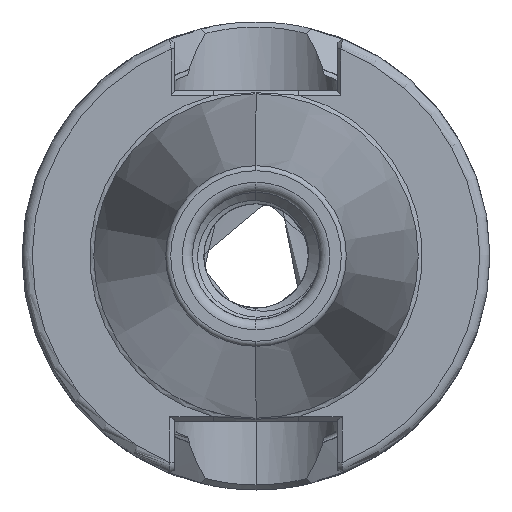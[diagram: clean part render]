
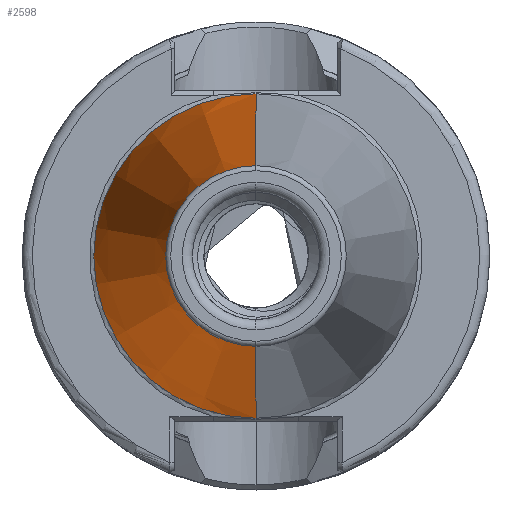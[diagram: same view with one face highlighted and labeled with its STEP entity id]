
A CAD part, left-side view. The second image highlights one B-rep face of the part: STEP entity #2598.
In plain terms, the highlighted conical face has half-angle 8.297 degrees and reference radius 15.948 mm.
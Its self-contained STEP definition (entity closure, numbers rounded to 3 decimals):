
#143 = CARTESIAN_POINT ( 'NONE',  ( -49.972, 0., 8.879 ) ) ;
#166 = CARTESIAN_POINT ( 'NONE',  ( -1.5, 0., 15.948 ) ) ;
#344 = DIRECTION ( 'NONE',  ( 0., 0., -1. ) ) ;
#369 = CARTESIAN_POINT ( 'NONE',  ( -1.5, 0., 0. ) ) ;
#370 = DIRECTION ( 'NONE',  ( 1., 0., 0. ) ) ;
#724 = CARTESIAN_POINT ( 'NONE',  ( -1.5, 0., -15.948 ) ) ;
#740 = CARTESIAN_POINT ( 'NONE',  ( -49.972, 0., -8.879 ) ) ;
#801 = VERTEX_POINT ( 'NONE', #724 ) ;
#823 = VERTEX_POINT ( 'NONE', #740 ) ;
#1046 = VERTEX_POINT ( 'NONE', #143 ) ;
#1048 = VERTEX_POINT ( 'NONE', #166 ) ;
#1801 = LINE ( 'NONE', #2371, #1816 ) ;
#1812 = VECTOR ( 'NONE', #2225, 1000. ) ;
#1813 = CIRCLE ( 'NONE', #7898, 8.879 ) ;
#1815 = CIRCLE ( 'NONE', #7862, 15.948 ) ;
#1816 = VECTOR ( 'NONE', #2393, 1000. ) ;
#1824 = LINE ( 'NONE', #2254, #1812 ) ;
#2225 = DIRECTION ( 'NONE',  ( 0.99, 0., 0.144 ) ) ;
#2254 = CARTESIAN_POINT ( 'NONE',  ( -1.5, 0., 15.948 ) ) ;
#2311 = DIRECTION ( 'NONE',  ( 1., 0., 0. ) ) ;
#2313 = DIRECTION ( 'NONE',  ( 0., 0., -1. ) ) ;
#2339 = DIRECTION ( 'NONE',  ( 1., 0., 0. ) ) ;
#2340 = CARTESIAN_POINT ( 'NONE',  ( -49.972, 0., 0. ) ) ;
#2342 = CARTESIAN_POINT ( 'NONE',  ( -1.5, 0., 0. ) ) ;
#2350 = DIRECTION ( 'NONE',  ( 0., 0., -1. ) ) ;
#2371 = CARTESIAN_POINT ( 'NONE',  ( -1.5, 0., -15.948 ) ) ;
#2393 = DIRECTION ( 'NONE',  ( 0.99, 0., -0.144 ) ) ;
#2598 = ADVANCED_FACE ( 'NONE', ( #8126 ), #8136, .T. ) ;
#2810 = AXIS2_PLACEMENT_3D ( 'NONE', #369, #370, #344 ) ;
#7862 = AXIS2_PLACEMENT_3D ( 'NONE', #2342, #2311, #2313 ) ;
#7898 = AXIS2_PLACEMENT_3D ( 'NONE', #2340, #2339, #2350 ) ;
#8126 = FACE_OUTER_BOUND ( 'NONE', #8535, .T. ) ;
#8136 = CONICAL_SURFACE ( 'NONE', #2810, 15.948, 0.145 ) ;
#8535 = EDGE_LOOP ( 'NONE', ( #15707, #15657, #15675, #15678 ) ) ;
#8665 = EDGE_CURVE ( 'NONE', #1046, #1048, #1824, .T. ) ;
#8672 = EDGE_CURVE ( 'NONE', #823, #1046, #1813, .T. ) ;
#8678 = EDGE_CURVE ( 'NONE', #801, #1048, #1815, .T. ) ;
#8680 = EDGE_CURVE ( 'NONE', #823, #801, #1801, .T. ) ;
#15657 = ORIENTED_EDGE ( 'NONE', *, *, #8665, .T. ) ;
#15675 = ORIENTED_EDGE ( 'NONE', *, *, #8678, .F. ) ;
#15678 = ORIENTED_EDGE ( 'NONE', *, *, #8680, .F. ) ;
#15707 = ORIENTED_EDGE ( 'NONE', *, *, #8672, .T. ) ;
